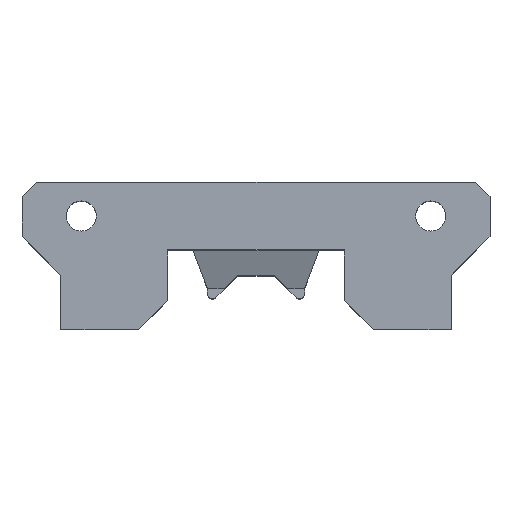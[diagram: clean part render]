
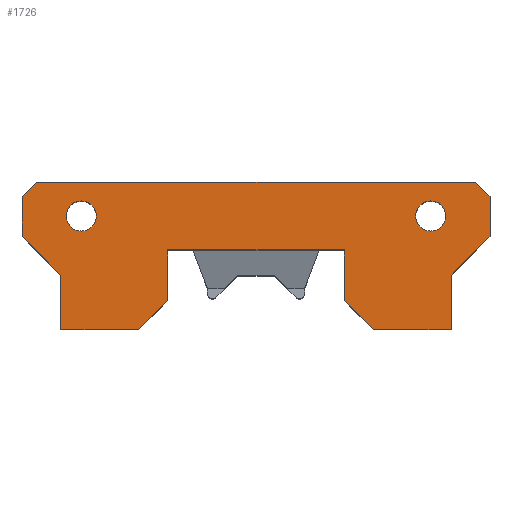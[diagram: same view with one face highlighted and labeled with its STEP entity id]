
A CAD part, top view. The second image highlights one B-rep face of the part: STEP entity #1726.
In plain terms, the highlighted planar face has unit normal (0, 0, 1).
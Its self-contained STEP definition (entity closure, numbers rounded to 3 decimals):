
#67=FACE_BOUND('',#317,.T.);
#68=FACE_BOUND('',#318,.T.);
#123=CIRCLE('',#1874,1.55);
#124=CIRCLE('',#1876,1.55);
#208=FACE_OUTER_BOUND('',#316,.T.);
#316=EDGE_LOOP('',(#1567,#1568,#1569,#1570,#1571,#1572,#1573,#1574,#1575,
#1576,#1577,#1578,#1579,#1580,#1581,#1582,#1583,#1584));
#317=EDGE_LOOP('',(#1585));
#318=EDGE_LOOP('',(#1586));
#335=LINE('',#2388,#523);
#349=LINE('',#2436,#537);
#424=LINE('',#2651,#612);
#439=LINE('',#2696,#627);
#446=LINE('',#2710,#634);
#449=LINE('',#2714,#637);
#458=LINE('',#2732,#646);
#464=LINE('',#2743,#652);
#470=LINE('',#2756,#658);
#471=LINE('',#2758,#659);
#487=LINE('',#2787,#675);
#488=LINE('',#2792,#676);
#492=LINE('',#2798,#680);
#493=LINE('',#2802,#681);
#496=LINE('',#2807,#684);
#504=LINE('',#2834,#692);
#505=LINE('',#2836,#693);
#506=LINE('',#2838,#694);
#523=VECTOR('',#1903,10.);
#537=VECTOR('',#1945,10.);
#612=VECTOR('',#2156,10.);
#627=VECTOR('',#2197,10.);
#634=VECTOR('',#2210,10.);
#637=VECTOR('',#2215,10.);
#646=VECTOR('',#2232,10.);
#652=VECTOR('',#2244,10.);
#658=VECTOR('',#2258,10.);
#659=VECTOR('',#2261,10.);
#675=VECTOR('',#2289,10.);
#676=VECTOR('',#2294,10.);
#680=VECTOR('',#2300,10.);
#681=VECTOR('',#2303,10.);
#684=VECTOR('',#2308,10.);
#692=VECTOR('',#2342,10.);
#693=VECTOR('',#2345,10.);
#694=VECTOR('',#2348,10.);
#711=VERTEX_POINT('',#2385);
#712=VERTEX_POINT('',#2387);
#731=VERTEX_POINT('',#2433);
#732=VERTEX_POINT('',#2435);
#803=VERTEX_POINT('',#2648);
#804=VERTEX_POINT('',#2650);
#819=VERTEX_POINT('',#2690);
#821=VERTEX_POINT('',#2694);
#825=VERTEX_POINT('',#2709);
#830=VERTEX_POINT('',#2731);
#835=VERTEX_POINT('',#2754);
#842=VERTEX_POINT('',#2785);
#843=VERTEX_POINT('',#2790);
#844=VERTEX_POINT('',#2791);
#845=VERTEX_POINT('',#2796);
#846=VERTEX_POINT('',#2800);
#847=VERTEX_POINT('',#2801);
#848=VERTEX_POINT('',#2806);
#853=VERTEX_POINT('',#2826);
#854=VERTEX_POINT('',#2830);
#871=EDGE_CURVE('',#712,#711,#335,.T.);
#897=EDGE_CURVE('',#731,#732,#349,.T.);
#1002=EDGE_CURVE('',#804,#803,#424,.T.);
#1025=EDGE_CURVE('',#819,#821,#439,.T.);
#1032=EDGE_CURVE('',#804,#825,#446,.T.);
#1035=EDGE_CURVE('',#731,#825,#449,.T.);
#1044=EDGE_CURVE('',#821,#830,#458,.T.);
#1050=EDGE_CURVE('',#732,#830,#464,.T.);
#1056=EDGE_CURVE('',#803,#835,#470,.T.);
#1057=EDGE_CURVE('',#712,#835,#471,.T.);
#1073=EDGE_CURVE('',#711,#842,#487,.T.);
#1074=EDGE_CURVE('',#843,#844,#488,.T.);
#1078=EDGE_CURVE('',#843,#845,#492,.T.);
#1079=EDGE_CURVE('',#846,#847,#493,.T.);
#1082=EDGE_CURVE('',#848,#847,#496,.T.);
#1093=EDGE_CURVE('',#853,#853,#123,.T.);
#1095=EDGE_CURVE('',#854,#854,#124,.T.);
#1096=EDGE_CURVE('',#848,#842,#504,.T.);
#1097=EDGE_CURVE('',#845,#819,#505,.T.);
#1098=EDGE_CURVE('',#846,#844,#506,.T.);
#1567=ORIENTED_EDGE('',*,*,#1074,.F.);
#1568=ORIENTED_EDGE('',*,*,#1078,.T.);
#1569=ORIENTED_EDGE('',*,*,#1097,.T.);
#1570=ORIENTED_EDGE('',*,*,#1025,.T.);
#1571=ORIENTED_EDGE('',*,*,#1044,.T.);
#1572=ORIENTED_EDGE('',*,*,#1050,.F.);
#1573=ORIENTED_EDGE('',*,*,#897,.F.);
#1574=ORIENTED_EDGE('',*,*,#1035,.T.);
#1575=ORIENTED_EDGE('',*,*,#1032,.F.);
#1576=ORIENTED_EDGE('',*,*,#1002,.T.);
#1577=ORIENTED_EDGE('',*,*,#1056,.T.);
#1578=ORIENTED_EDGE('',*,*,#1057,.F.);
#1579=ORIENTED_EDGE('',*,*,#871,.T.);
#1580=ORIENTED_EDGE('',*,*,#1073,.T.);
#1581=ORIENTED_EDGE('',*,*,#1096,.F.);
#1582=ORIENTED_EDGE('',*,*,#1082,.T.);
#1583=ORIENTED_EDGE('',*,*,#1079,.F.);
#1584=ORIENTED_EDGE('',*,*,#1098,.T.);
#1585=ORIENTED_EDGE('',*,*,#1095,.T.);
#1586=ORIENTED_EDGE('',*,*,#1093,.T.);
#1642=PLANE('',#1880);
#1726=ADVANCED_FACE('',(#208,#67,#68),#1642,.F.);
#1874=AXIS2_PLACEMENT_3D('',#2828,#2333,#2334);
#1876=AXIS2_PLACEMENT_3D('',#2832,#2338,#2339);
#1880=AXIS2_PLACEMENT_3D('',#2839,#2349,#2350);
#1903=DIRECTION('',(1.,0.,0.));
#1945=DIRECTION('',(-1.,0.,0.));
#2156=DIRECTION('',(1.,0.,0.));
#2197=DIRECTION('',(-1.,0.,0.));
#2210=DIRECTION('',(0.,-1.,0.));
#2215=DIRECTION('',(0.707,0.707,0.));
#2232=DIRECTION('',(0.707,-0.707,0.));
#2244=DIRECTION('',(0.,1.,0.));
#2258=DIRECTION('',(0.,-1.,0.));
#2261=DIRECTION('',(-0.707,0.707,0.));
#2289=DIRECTION('',(0.,1.,0.));
#2294=DIRECTION('',(0.707,0.707,0.));
#2300=DIRECTION('',(0.,-1.,0.));
#2303=DIRECTION('',(0.707,-0.707,0.));
#2308=DIRECTION('',(0.,1.,0.));
#2333=DIRECTION('center_axis',(0.,0.,
-1.));
#2334=DIRECTION('ref_axis',(-1.,0.,0.));
#2338=DIRECTION('center_axis',(0.,0.,
-1.));
#2339=DIRECTION('ref_axis',(-1.,0.,0.));
#2342=DIRECTION('',(-0.707,-0.707,0.));
#2345=DIRECTION('',(0.707,-0.707,0.));
#2348=DIRECTION('',(-1.,0.,0.));
#2349=DIRECTION('center_axis',(0.,0.,
-1.));
#2350=DIRECTION('ref_axis',(-1.,0.,0.));
#2385=CARTESIAN_POINT('',(20.114,-38.2,13.5));
#2387=CARTESIAN_POINT('',(12.114,-38.2,13.5));
#2388=CARTESIAN_POINT('',(12.114,-38.2,13.5));
#2433=CARTESIAN_POINT('',(-12.115,-38.2,13.5));
#2435=CARTESIAN_POINT('',(-20.115,-38.2,13.5));
#2436=CARTESIAN_POINT('',(-12.115,-38.2,13.5));
#2648=CARTESIAN_POINT('',(9.114,-30.,13.5));
#2650=CARTESIAN_POINT('',(-9.115,-30.,13.5));
#2651=CARTESIAN_POINT('',(-22.7,-30.,13.5));
#2690=CARTESIAN_POINT('',(-22.7,-30.,13.5));
#2694=CARTESIAN_POINT('',(-22.7,-30.,13.5));
#2696=CARTESIAN_POINT('',(22.7,-30.,13.5));
#2709=CARTESIAN_POINT('',(-9.115,-35.2,13.5));
#2710=CARTESIAN_POINT('',(-9.115,-30.,13.5));
#2714=CARTESIAN_POINT('',(-12.115,-38.2,13.5));
#2731=CARTESIAN_POINT('',(-20.115,-32.586,13.5));
#2732=CARTESIAN_POINT('',(-22.7,-30.,13.5));
#2743=CARTESIAN_POINT('',(-20.115,-36.2,13.5));
#2754=CARTESIAN_POINT('',(9.114,-35.2,13.5));
#2756=CARTESIAN_POINT('',(9.114,-30.,13.5));
#2758=CARTESIAN_POINT('',(12.114,-38.2,13.5));
#2785=CARTESIAN_POINT('',(20.114,-32.586,13.5));
#2787=CARTESIAN_POINT('',(20.114,-36.2,13.5));
#2790=CARTESIAN_POINT('',(-24.114,-24.5,13.5));
#2791=CARTESIAN_POINT('',(-22.614,-23.,13.5));
#2792=CARTESIAN_POINT('',(-18.211,-18.596,13.5));
#2796=CARTESIAN_POINT('',(-24.114,-28.586,13.5));
#2798=CARTESIAN_POINT('',(-24.114,22.414,13.5));
#2800=CARTESIAN_POINT('',(22.614,-23.,13.5));
#2801=CARTESIAN_POINT('',(24.114,-24.5,13.5));
#2802=CARTESIAN_POINT('',(18.211,-18.596,13.5));
#2806=CARTESIAN_POINT('',(24.114,-28.586,13.5));
#2807=CARTESIAN_POINT('',(24.114,-28.586,13.5));
#2826=CARTESIAN_POINT('',(19.55,-26.5,13.5));
#2828=CARTESIAN_POINT('Origin',(18.,-26.5,13.5));
#2830=CARTESIAN_POINT('',(-16.45,-26.5,13.5));
#2832=CARTESIAN_POINT('Origin',(-18.,-26.5,13.5));
#2834=CARTESIAN_POINT('',(22.7,-30.,13.5));
#2836=CARTESIAN_POINT('',(-24.114,-28.586,13.5));
#2838=CARTESIAN_POINT('',(24.114,-23.,13.5));
#2839=CARTESIAN_POINT('Origin',(0.,-26.5,
13.5));
